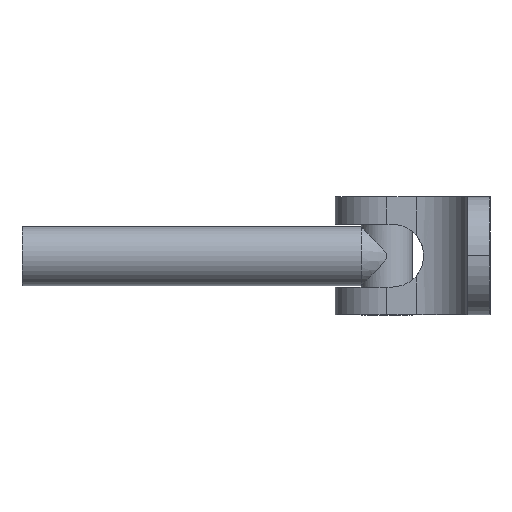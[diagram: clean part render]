
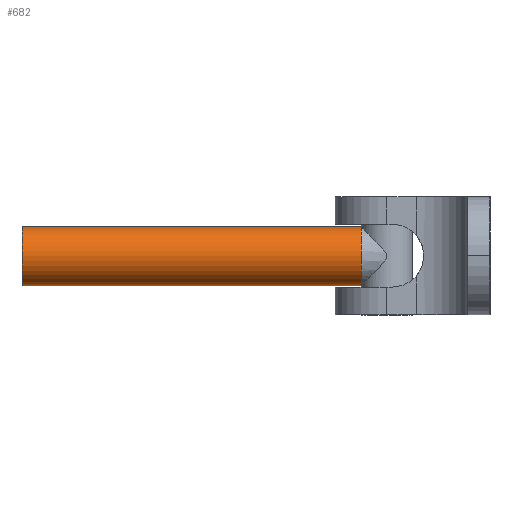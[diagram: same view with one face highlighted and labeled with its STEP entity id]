
A CAD part, left-side view. The second image highlights one B-rep face of the part: STEP entity #682.
In plain terms, the highlighted cylindrical face has radius 4 mm (diameter 8 mm), a partial arc.
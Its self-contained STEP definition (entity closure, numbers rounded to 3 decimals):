
#20 = DIRECTION ( 'NONE',  ( 0., 0., 1. ) ) ;
#45 = CARTESIAN_POINT ( 'NONE',  ( 0., 0., 0. ) ) ;
#89 = AXIS2_PLACEMENT_3D ( 'NONE', #45, #677, #1417 ) ;
#144 = VERTEX_POINT ( 'NONE', #944 ) ;
#211 = ORIENTED_EDGE ( 'NONE', *, *, #1539, .F. ) ;
#321 = EDGE_CURVE ( 'NONE', #1436, #1878, #1275, .T. ) ;
#379 = FACE_OUTER_BOUND ( 'NONE', #1490, .T. ) ;
#393 = VECTOR ( 'NONE', #1126, 1000. ) ;
#677 = DIRECTION ( 'NONE',  ( -1., 0., 0. ) ) ;
#682 = ADVANCED_FACE ( 'NONE', ( #379 ), #1296, .T. ) ;
#944 = CARTESIAN_POINT ( 'NONE',  ( 49.5, 0., 4. ) ) ;
#1107 = EDGE_CURVE ( 'NONE', #1928, #1878, #1632, .T. ) ;
#1123 = DIRECTION ( 'NONE',  ( -1., 0., 0. ) ) ;
#1126 = DIRECTION ( 'NONE',  ( -1., 0., 0. ) ) ;
#1259 = CARTESIAN_POINT ( 'NONE',  ( 3.5, 0., 0. ) ) ;
#1266 = CARTESIAN_POINT ( 'NONE',  ( 0., 0., -4. ) ) ;
#1275 = LINE ( 'NONE', #1266, #393 ) ;
#1296 = CYLINDRICAL_SURFACE ( 'NONE', #89, 4. ) ;
#1391 = DIRECTION ( 'NONE',  ( -1., 0., 0. ) ) ;
#1417 = DIRECTION ( 'NONE',  ( 0., 0., 1. ) ) ;
#1418 = CARTESIAN_POINT ( 'NONE',  ( 3.5, 0., -4. ) ) ;
#1436 = VERTEX_POINT ( 'NONE', #1951 ) ;
#1456 = CARTESIAN_POINT ( 'NONE',  ( 0., 0., 4. ) ) ;
#1467 = DIRECTION ( 'NONE',  ( -1., 0., 0. ) ) ;
#1486 = LINE ( 'NONE', #1456, #1570 ) ;
#1489 = ORIENTED_EDGE ( 'NONE', *, *, #1813, .T. ) ;
#1490 = EDGE_LOOP ( 'NONE', ( #1489, #1620, #1944, #211 ) ) ;
#1539 = EDGE_CURVE ( 'NONE', #144, #1928, #1486, .T. ) ;
#1570 = VECTOR ( 'NONE', #1467, 1000. ) ;
#1620 = ORIENTED_EDGE ( 'NONE', *, *, #321, .T. ) ;
#1631 = CIRCLE ( 'NONE', #1895, 4. ) ;
#1632 = CIRCLE ( 'NONE', #1824, 4. ) ;
#1729 = DIRECTION ( 'NONE',  ( 0., 0., 1. ) ) ;
#1813 = EDGE_CURVE ( 'NONE', #144, #1436, #1631, .T. ) ;
#1824 = AXIS2_PLACEMENT_3D ( 'NONE', #1259, #1391, #20 ) ;
#1874 = CARTESIAN_POINT ( 'NONE',  ( 49.5, 0., 0. ) ) ;
#1878 = VERTEX_POINT ( 'NONE', #1418 ) ;
#1895 = AXIS2_PLACEMENT_3D ( 'NONE', #1874, #1123, #1729 ) ;
#1916 = CARTESIAN_POINT ( 'NONE',  ( 3.5, 0., 4. ) ) ;
#1928 = VERTEX_POINT ( 'NONE', #1916 ) ;
#1944 = ORIENTED_EDGE ( 'NONE', *, *, #1107, .F. ) ;
#1951 = CARTESIAN_POINT ( 'NONE',  ( 49.5, 0., -4. ) ) ;
